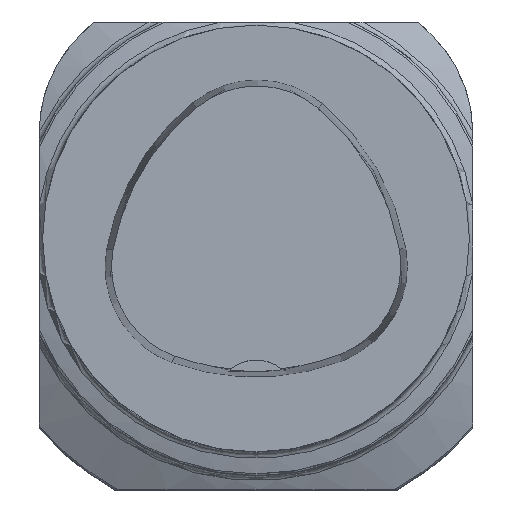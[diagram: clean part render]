
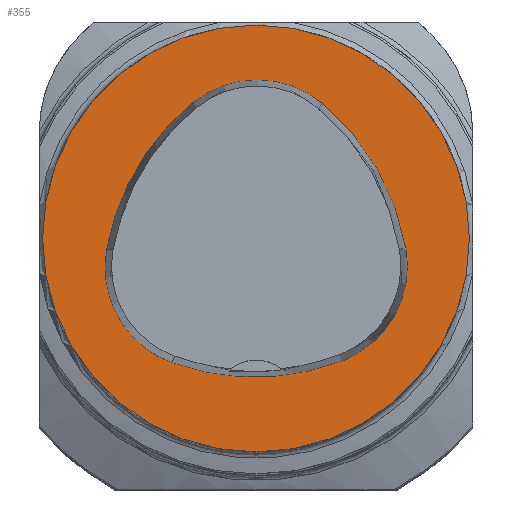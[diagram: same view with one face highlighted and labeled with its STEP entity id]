
A CAD part, top view. The second image highlights one B-rep face of the part: STEP entity #355.
In plain terms, the highlighted planar face has unit normal (0, 0, 1).
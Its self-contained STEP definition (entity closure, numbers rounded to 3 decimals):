
#116=FACE_BOUND('',#637,.T.);
#117=FACE_BOUND('',#638,.T.);
#193=CIRCLE('',#1988,31.5);
#202=CIRCLE('',#2055,36.);
#204=CIRCLE('',#2058,15.);
#206=CIRCLE('',#2061,36.);
#208=CIRCLE('',#2064,15.);
#212=CIRCLE('',#2069,36.);
#214=CIRCLE('',#2072,15.);
#355=ADVANCED_FACE('',(#116,#117),#423,.T.);
#423=PLANE('',#2077);
#637=EDGE_LOOP('',(#1124,#1125,#1126,#1127,#1128,#1129));
#638=EDGE_LOOP('',(#1130));
#1124=ORIENTED_EDGE('',*,*,#1603,.T.);
#1125=ORIENTED_EDGE('',*,*,#1583,.T.);
#1126=ORIENTED_EDGE('',*,*,#1587,.T.);
#1127=ORIENTED_EDGE('',*,*,#1590,.T.);
#1128=ORIENTED_EDGE('',*,*,#1593,.T.);
#1129=ORIENTED_EDGE('',*,*,#1601,.T.);
#1130=ORIENTED_EDGE('',*,*,#1507,.F.);
#1305=VERTEX_POINT('',#3170);
#1341=VERTEX_POINT('',#3403);
#1342=VERTEX_POINT('',#3404);
#1345=VERTEX_POINT('',#3412);
#1347=VERTEX_POINT('',#3418);
#1349=VERTEX_POINT('',#3424);
#1356=VERTEX_POINT('',#3445);
#1507=EDGE_CURVE('',#1305,#1305,#193,.T.);
#1583=EDGE_CURVE('',#1341,#1342,#202,.T.);
#1587=EDGE_CURVE('',#1342,#1345,#204,.T.);
#1590=EDGE_CURVE('',#1345,#1347,#206,.T.);
#1593=EDGE_CURVE('',#1347,#1349,#208,.T.);
#1601=EDGE_CURVE('',#1349,#1356,#212,.T.);
#1603=EDGE_CURVE('',#1356,#1341,#214,.T.);
#1988=AXIS2_PLACEMENT_3D('',#3169,#2337,#2338);
#2055=AXIS2_PLACEMENT_3D('',#3402,#2521,#2522);
#2058=AXIS2_PLACEMENT_3D('',#3411,#2529,#2530);
#2061=AXIS2_PLACEMENT_3D('',#3417,#2536,#2537);
#2064=AXIS2_PLACEMENT_3D('',#3423,#2543,#2544);
#2069=AXIS2_PLACEMENT_3D('',#3446,#2555,#2556);
#2072=AXIS2_PLACEMENT_3D('',#3449,#2561,#2562);
#2077=AXIS2_PLACEMENT_3D('',#3454,#2571,#2572);
#2337=DIRECTION('',(0.,0.,-1.));
#2338=DIRECTION('',(-1.,0.,0.));
#2521=DIRECTION('',(0.,0.,-1.));
#2522=DIRECTION('',(-1.,0.,0.));
#2529=DIRECTION('',(0.,0.,-1.));
#2530=DIRECTION('',(-1.,0.,0.));
#2536=DIRECTION('',(0.,0.,-1.));
#2537=DIRECTION('',(-1.,0.,0.));
#2543=DIRECTION('',(0.,0.,-1.));
#2544=DIRECTION('',(-1.,0.,0.));
#2555=DIRECTION('',(0.,0.,-1.));
#2556=DIRECTION('',(-1.,0.,0.));
#2561=DIRECTION('',(0.,0.,-1.));
#2562=DIRECTION('',(-1.,0.,0.));
#2571=DIRECTION('',(0.,0.,1.));
#2572=DIRECTION('',(1.,0.,0.));
#3169=CARTESIAN_POINT('',(0.,0.,0.));
#3170=CARTESIAN_POINT('',(-31.5,0.,0.));
#3402=CARTESIAN_POINT('',(13.398,-7.893,0.));
#3403=CARTESIAN_POINT('',(-22.041,-1.562,0.));
#3404=CARTESIAN_POINT('',(-9.317,20.036,0.));
#3411=CARTESIAN_POINT('',(0.148,8.399,0.));
#3412=CARTESIAN_POINT('',(9.779,19.898,0.));
#3417=CARTESIAN_POINT('',(-13.337,-7.7,0.));
#3418=CARTESIAN_POINT('',(22.122,-1.48,0.));
#3423=CARTESIAN_POINT('',(7.347,-4.071,0.));
#3424=CARTESIAN_POINT('',(12.693,-18.087,0.));
#3445=CARTESIAN_POINT('',(-12.373,-18.307,0.));
#3446=CARTESIAN_POINT('',(-0.137,15.55,0.));
#3449=CARTESIAN_POINT('',(-7.275,-4.2,0.));
#3454=CARTESIAN_POINT('',(0.,0.,0.));
